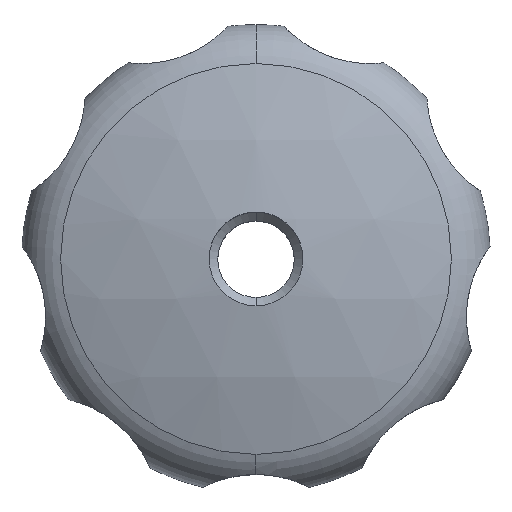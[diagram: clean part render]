
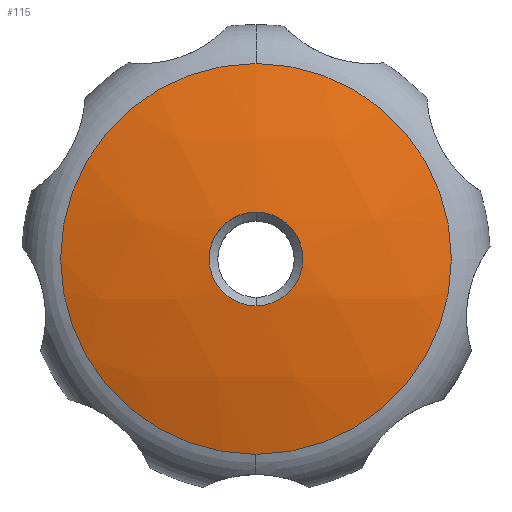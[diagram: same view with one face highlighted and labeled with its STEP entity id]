
A CAD part, top view. The second image highlights one B-rep face of the part: STEP entity #115.
In plain terms, the highlighted spherical face has radius 67.666 mm.
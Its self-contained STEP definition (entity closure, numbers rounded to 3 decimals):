
#115=ADVANCED_FACE('',(#225,#226),#227,.T.);
#225=FACE_BOUND('',#327,.T.);
#226=FACE_OUTER_BOUND('',#328,.T.);
#227=SPHERICAL_SURFACE('',#329,67.666);
#327=EDGE_LOOP('',(#602,#603,#604));
#328=EDGE_LOOP('',(#605,#606,#607));
#329=AXIS2_PLACEMENT_3D('',#608,#609,#610);
#602=ORIENTED_EDGE('',*,*,#682,.T.);
#603=ORIENTED_EDGE('',*,*,#685,.T.);
#604=ORIENTED_EDGE('',*,*,#683,.T.);
#605=ORIENTED_EDGE('',*,*,#644,.T.);
#606=ORIENTED_EDGE('',*,*,#718,.T.);
#607=ORIENTED_EDGE('',*,*,#645,.T.);
#608=CARTESIAN_POINT('',(0.0,0.,-33.666));
#609=DIRECTION('',(0.0,-1.0,0.));
#610=DIRECTION('',(1.0,0.0,0.0));
#644=EDGE_CURVE('',#777,#775,#778,.T.);
#645=EDGE_CURVE('',#779,#777,#780,.T.);
#682=EDGE_CURVE('',#838,#836,#839,.T.);
#683=EDGE_CURVE('',#834,#838,#840,.T.);
#685=EDGE_CURVE('',#836,#834,#842,.T.);
#718=EDGE_CURVE('',#775,#779,#876,.T.);
#775=VERTEX_POINT('',#1252);
#777=VERTEX_POINT('',#1254);
#778=CIRCLE('',#1255,20.849);
#779=VERTEX_POINT('',#1256);
#780=CIRCLE('',#1257,20.849);
#834=VERTEX_POINT('',#1332);
#836=VERTEX_POINT('',#1335);
#838=VERTEX_POINT('',#1338);
#839=CIRCLE('',#1339,5.0);
#840=CIRCLE('',#1340,5.0);
#842=CIRCLE('',#1342,5.0);
#876=CIRCLE('',#1484,20.849);
#1252=CARTESIAN_POINT('',(0.,20.849,30.708));
#1254=CARTESIAN_POINT('',(20.849,0.,30.708));
#1255=AXIS2_PLACEMENT_3D('',#1534,#1535,#1536);
#1256=CARTESIAN_POINT('',(0.,-20.849,30.708));
#1257=AXIS2_PLACEMENT_3D('',#1537,#1538,#1539);
#1332=CARTESIAN_POINT('',(0.,-5.0,33.815));
#1335=CARTESIAN_POINT('',(0.,5.0,33.815));
#1338=CARTESIAN_POINT('',(-5.0,0.,33.815));
#1339=AXIS2_PLACEMENT_3D('',#1597,#1598,#1599);
#1340=AXIS2_PLACEMENT_3D('',#1600,#1601,#1602);
#1342=AXIS2_PLACEMENT_3D('',#1603,#1604,#1605);
#1484=AXIS2_PLACEMENT_3D('',#1633,#1634,#1635);
#1534=CARTESIAN_POINT('',(0.0,0.,30.708));
#1535=DIRECTION('',(-0.0,0.,1.0));
#1536=DIRECTION('',(1.0,0.0,0.0));
#1537=CARTESIAN_POINT('',(0.0,0.,30.708));
#1538=DIRECTION('',(-0.0,0.,1.0));
#1539=DIRECTION('',(1.0,0.0,0.0));
#1597=CARTESIAN_POINT('',(0.0,0.0,33.815));
#1598=DIRECTION('',(0.0,0.0,-1.0));
#1599=DIRECTION('',(1.0,0.0,0.0));
#1600=CARTESIAN_POINT('',(0.0,0.0,33.815));
#1601=DIRECTION('',(0.0,0.0,-1.0));
#1602=DIRECTION('',(1.0,0.0,0.0));
#1603=CARTESIAN_POINT('',(0.0,0.0,33.815));
#1604=DIRECTION('',(0.0,0.0,-1.0));
#1605=DIRECTION('',(1.0,0.0,0.0));
#1633=CARTESIAN_POINT('',(0.0,0.,30.708));
#1634=DIRECTION('',(-0.0,0.,1.0));
#1635=DIRECTION('',(1.0,0.0,0.0));
